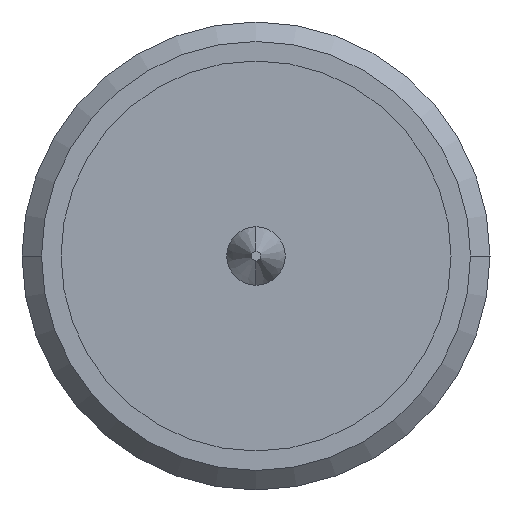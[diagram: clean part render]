
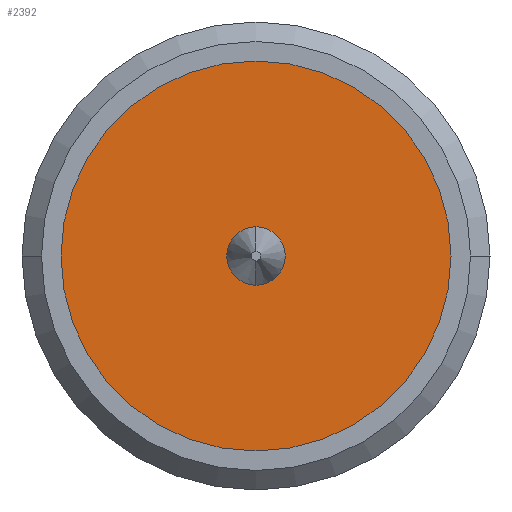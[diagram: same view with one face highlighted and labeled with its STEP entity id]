
A CAD part, left-side view. The second image highlights one B-rep face of the part: STEP entity #2392.
In plain terms, the highlighted planar face has unit normal (-1, 0, 0).
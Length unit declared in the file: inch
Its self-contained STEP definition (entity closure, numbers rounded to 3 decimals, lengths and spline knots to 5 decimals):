
#354 = VERTEX_POINT ( 'NONE', #4956 ) ;
#597 = CARTESIAN_POINT ( 'NONE',  ( -0.07894, 0., 0. ) ) ;
#1060 = CIRCLE ( 'NONE', #3887, 0.07874 ) ;
#1099 = CARTESIAN_POINT ( 'NONE',  ( -0.07894, 0., 0. ) ) ;
#1299 = AXIS2_PLACEMENT_3D ( 'NONE', #1099, #2649, #2290 ) ;
#1545 = AXIS2_PLACEMENT_3D ( 'NONE', #597, #4781, #3246 ) ;
#1618 = ORIENTED_EDGE ( 'NONE', *, *, #2906, .F. ) ;
#1795 = ORIENTED_EDGE ( 'NONE', *, *, #3868, .F. ) ;
#2100 = DIRECTION ( 'NONE',  ( 1., 0., 0. ) ) ;
#2290 = DIRECTION ( 'NONE',  ( 0., 0., -1. ) ) ;
#2317 = FACE_OUTER_BOUND ( 'NONE', #4980, .T. ) ;
#2392 = ADVANCED_FACE ( 'NONE', ( #2317 ), #4591, .F. ) ;
#2649 = DIRECTION ( 'NONE',  ( 1., 0., 0. ) ) ;
#2847 = VERTEX_POINT ( 'NONE', #4351 ) ;
#2906 = EDGE_CURVE ( 'NONE', #2847, #354, #3728, .T. ) ;
#3246 = DIRECTION ( 'NONE',  ( 0., 1., 0. ) ) ;
#3689 = DIRECTION ( 'NONE',  ( 0., 1., 0. ) ) ;
#3728 = CIRCLE ( 'NONE', #1545, 0.07874 ) ;
#3868 = EDGE_CURVE ( 'NONE', #354, #2847, #1060, .T. ) ;
#3887 = AXIS2_PLACEMENT_3D ( 'NONE', #4117, #2100, #3689 ) ;
#4117 = CARTESIAN_POINT ( 'NONE',  ( -0.07894, 0., 0. ) ) ;
#4351 = CARTESIAN_POINT ( 'NONE',  ( -0.07894, -0.07874, 0. ) ) ;
#4591 = PLANE ( 'NONE',  #1299 ) ;
#4781 = DIRECTION ( 'NONE',  ( 1., 0., 0. ) ) ;
#4956 = CARTESIAN_POINT ( 'NONE',  ( -0.07894, 0.07874, 0. ) ) ;
#4980 = EDGE_LOOP ( 'NONE', ( #1795, #1618 ) ) ;
